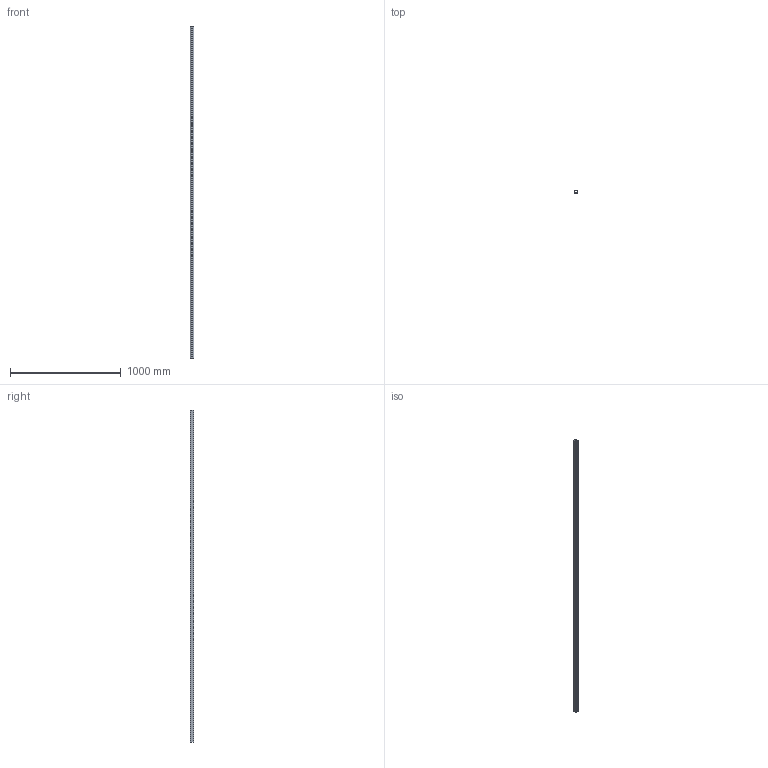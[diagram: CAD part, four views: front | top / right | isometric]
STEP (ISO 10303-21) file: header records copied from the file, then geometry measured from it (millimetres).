
FILE_DESCRIPTION (( 'STEP AP214' ), '1' );
FILE_NAME ('05376-Sliding Door Track 316 Stainless Steel 3M 120kg Load.STEP', '2018-11-28T22:15:11', ( '' ), ( '' ), 'SwSTEP 2.0', 'SolidWorks 2018', '' );
FILE_SCHEMA (( 'AUTOMOTIVE_DESIGN' ));
Length unit declared in the file: millimetre
Products named in the file (2): 05376-Sliding Door Track 316 Stainless Steel 3M 120kg Load
Bounding box: 32.2 x 30.49 x 3000 mm (x, y, z)
Volume: 607832.8 mm3; surface area: 622460.1 mm2
Topology: 1 solids, 1 shells, 280 faces, 759 edges, 506 vertices
Faces by surface type: plane 159, bspline 113, cylinder 8
Entity records: 15146 total; most frequent: CARTESIAN_POINT 8796, ORIENTED_EDGE 1518, DIRECTION 887, EDGE_CURVE 759, LINE 517, VECTOR 517, VERTEX_POINT 506, EDGE_LOOP 305
